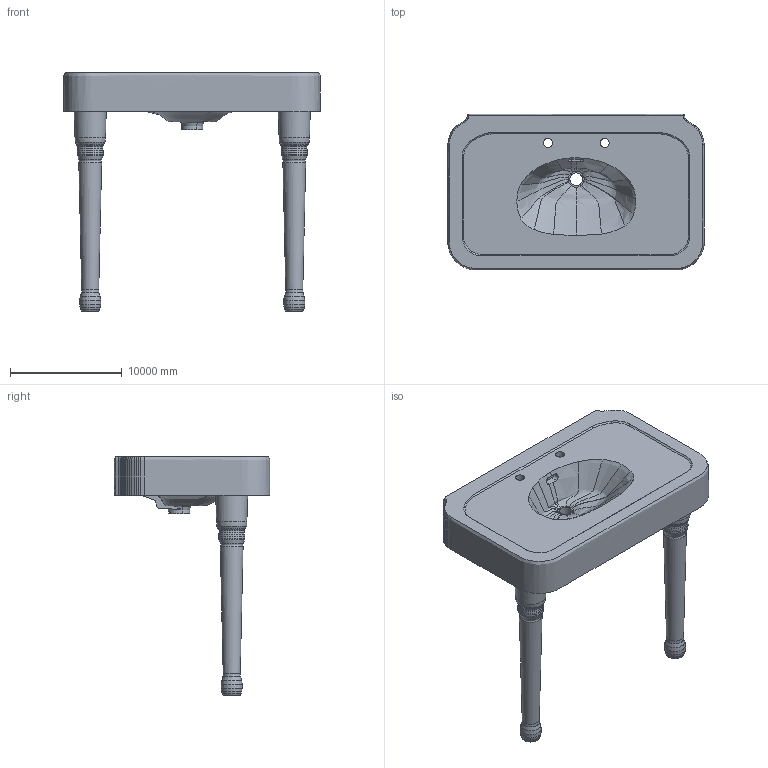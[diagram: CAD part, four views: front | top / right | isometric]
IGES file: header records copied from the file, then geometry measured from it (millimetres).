
Global section: file name: 80054; native system: AutoCAD 2016 - English; preprocessor: Autodesk Translation Framework DWG producer (atf_dwg_producer); organization: unknown; date: 20170210.130004; units: inch
Bounding box: 22992.09 x 13971.68 x 21336 mm (x, y, z)
Volume: 1096108919761.4 mm3; surface area: 1290070389.5 mm2
Topology: 4 solids, 4 shells, 142 faces, 416 edges, 286 vertices
Faces by surface type: bspline 142
